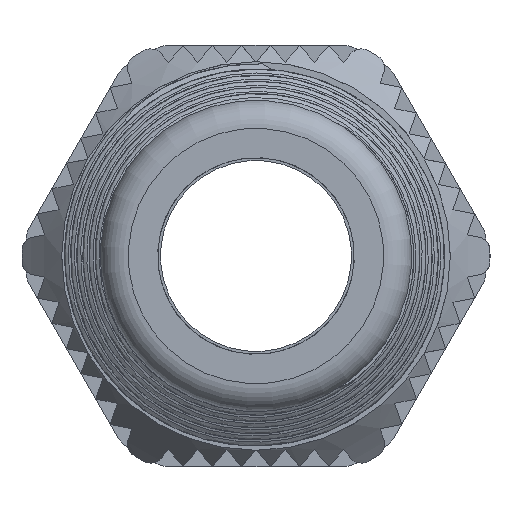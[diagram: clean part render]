
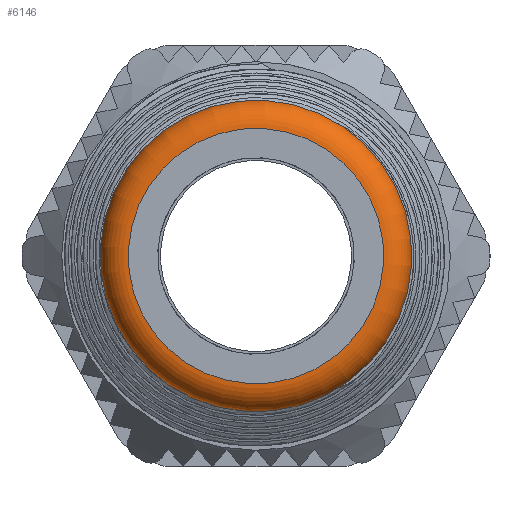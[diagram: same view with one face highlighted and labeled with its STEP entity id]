
A CAD part, left-side view. The second image highlights one B-rep face of the part: STEP entity #6146.
In plain terms, the highlighted toroidal (fillet/blend) face has major radius 4.55 mm and minor radius 1 mm.
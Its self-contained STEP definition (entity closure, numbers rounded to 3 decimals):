
#163=TOROIDAL_SURFACE('',#6755,4.55,1.);
#205=FACE_BOUND('',#2061,.T.);
#1684=FACE_OUTER_BOUND('',#2060,.T.);
#2060=EDGE_LOOP('',(#5753));
#2061=EDGE_LOOP('',(#5754));
#2467=CIRCLE('',#6756,4.55);
#2468=CIRCLE('',#6757,5.55);
#3053=VERTEX_POINT('',#27520);
#3054=VERTEX_POINT('',#27522);
#3956=EDGE_CURVE('',#3053,#3053,#2467,.T.);
#3957=EDGE_CURVE('',#3054,#3054,#2468,.T.);
#5753=ORIENTED_EDGE('',*,*,#3956,.T.);
#5754=ORIENTED_EDGE('',*,*,#3957,.T.);
#6146=ADVANCED_FACE('',(#1684,#205),#163,.T.);
#6755=AXIS2_PLACEMENT_3D('',#27519,#8383,#8384);
#6756=AXIS2_PLACEMENT_3D('',#27521,#8385,#8386);
#6757=AXIS2_PLACEMENT_3D('',#27523,#8387,#8388);
#8383=DIRECTION('center_axis',(-1.,0.,0.));
#8384=DIRECTION('ref_axis',(0.,0.,1.));
#8385=DIRECTION('center_axis',(-1.,0.,0.));
#8386=DIRECTION('ref_axis',(0.,0.,
-1.));
#8387=DIRECTION('center_axis',(1.,0.,0.));
#8388=DIRECTION('ref_axis',(0.,0.,
-1.));
#27519=CARTESIAN_POINT('Origin',(4.4,0.,0.));
#27520=CARTESIAN_POINT('',(5.4,0.,4.55));
#27521=CARTESIAN_POINT('Origin',(5.4,0.,0.));
#27522=CARTESIAN_POINT('',(4.4,0.,5.55));
#27523=CARTESIAN_POINT('Origin',(4.4,0.,0.));
